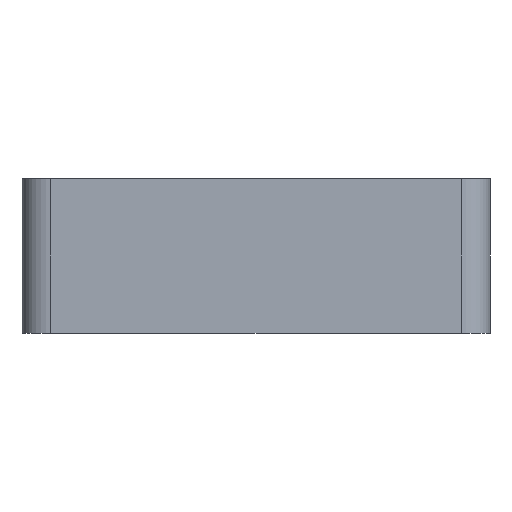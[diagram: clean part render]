
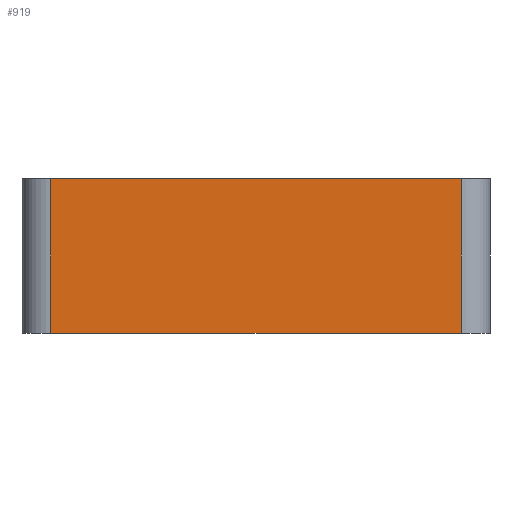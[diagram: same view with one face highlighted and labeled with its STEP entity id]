
A CAD part, front view. The second image highlights one B-rep face of the part: STEP entity #919.
In plain terms, the highlighted planar face has unit normal (0, -1, 0).
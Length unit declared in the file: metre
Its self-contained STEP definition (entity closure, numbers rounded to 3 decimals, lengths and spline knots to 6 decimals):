
#181=ORIENTED_EDGE('',*,*,#458,.F.);
#182=ORIENTED_EDGE('',*,*,#459,.T.);
#183=ORIENTED_EDGE('',*,*,#417,.F.);
#184=ORIENTED_EDGE('',*,*,#460,.T.);
#417=EDGE_CURVE('',#559,#560,#638,.T.);
#458=EDGE_CURVE('',#593,#594,#667,.T.);
#459=EDGE_CURVE('',#593,#560,#668,.T.);
#460=EDGE_CURVE('',#559,#594,#669,.F.);
#559=VERTEX_POINT('',#1347);
#560=VERTEX_POINT('',#1349);
#593=VERTEX_POINT('',#1467);
#594=VERTEX_POINT('',#1468);
#638=LINE('',#1348,#716);
#667=LINE('',#1466,#745);
#668=LINE('',#1469,#746);
#669=LINE('',#1470,#747);
#716=VECTOR('',#1075,1.);
#745=VECTOR('',#1138,1.);
#746=VECTOR('',#1139,1.);
#747=VECTOR('',#1140,1.);
#791=EDGE_LOOP('',(#181,#182,#183,#184));
#845=FACE_BOUND('',#791,.T.);
#898=PLANE('',#998);
#919=ADVANCED_FACE('',(#845),#898,.F.);
#998=AXIS2_PLACEMENT_3D('',#1465,#1136,#1137);
#1075=DIRECTION('',(1.,0.,0.));
#1136=DIRECTION('',(0.,1.,0.));
#1137=DIRECTION('',(-1.,0.,0.));
#1138=DIRECTION('',(-1.,0.,0.));
#1139=DIRECTION('',(0.,0.,1.));
#1140=DIRECTION('',(0.,0.,1.));
#1347=CARTESIAN_POINT('',(-0.057,-0.065,0.04));
#1348=CARTESIAN_POINT('',(0.,-0.065,0.04));
#1349=CARTESIAN_POINT('',(0.057,-0.065,0.04));
#1465=CARTESIAN_POINT('',(0.,-0.065,-0.003));
#1466=CARTESIAN_POINT('',(0.,-0.065,-0.003));
#1467=CARTESIAN_POINT('',(0.057,-0.065,-0.003));
#1468=CARTESIAN_POINT('',(-0.057,-0.065,-0.003));
#1469=CARTESIAN_POINT('',(0.057,-0.065,-0.003));
#1470=CARTESIAN_POINT('',(-0.057,-0.065,-0.003));
